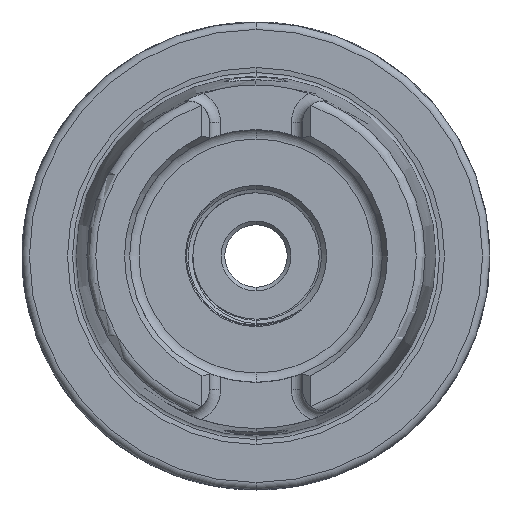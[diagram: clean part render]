
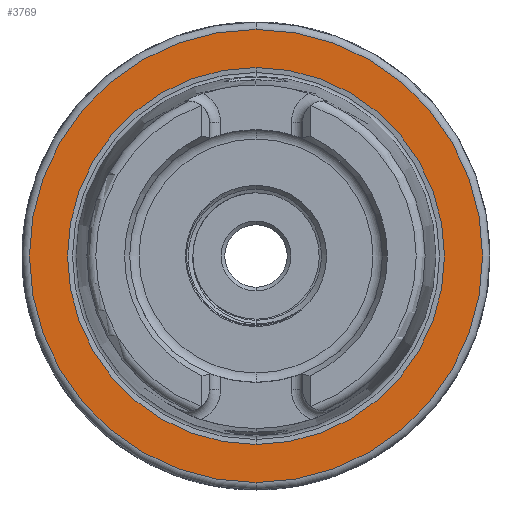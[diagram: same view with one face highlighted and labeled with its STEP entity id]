
A CAD part, left-side view. The second image highlights one B-rep face of the part: STEP entity #3769.
In plain terms, the highlighted planar face has unit normal (-1, 0, 0).
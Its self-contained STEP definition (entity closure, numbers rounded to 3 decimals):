
#1795 = DIRECTION ( 'NONE',  ( -1., 0., 0. ) ) ;
#1796 = DIRECTION ( 'NONE',  ( 0., 0., 1. ) ) ;
#1804 = CARTESIAN_POINT ( 'NONE',  ( 0., 0., 0. ) ) ;
#2883 = DIRECTION ( 'NONE',  ( 0., 0., -1. ) ) ;
#2896 = DIRECTION ( 'NONE',  ( 1., 0., 0. ) ) ;
#2926 = CARTESIAN_POINT ( 'NONE',  ( 0., 0., 0. ) ) ;
#3155 = CIRCLE ( 'NONE', #5368, 30.5 ) ;
#3233 = CIRCLE ( 'NONE', #5410, 25.369 ) ;
#3769 = ADVANCED_FACE ( 'NONE', ( #29905, #29934 ), #23708, .T. ) ;
#5324 = AXIS2_PLACEMENT_3D ( 'NONE', #10283, #10303, #10307 ) ;
#5357 = AXIS2_PLACEMENT_3D ( 'NONE', #25550, #25562, #25552 ) ;
#5368 = AXIS2_PLACEMENT_3D ( 'NONE', #1804, #1795, #1796 ) ;
#5410 = AXIS2_PLACEMENT_3D ( 'NONE', #2926, #2896, #2883 ) ;
#5650 = AXIS2_PLACEMENT_3D ( 'NONE', #23700, #23733, #23709 ) ;
#10283 = CARTESIAN_POINT ( 'NONE',  ( 0., 0., 0. ) ) ;
#10303 = DIRECTION ( 'NONE',  ( -1., 0., 0. ) ) ;
#10307 = DIRECTION ( 'NONE',  ( 0., 0., 1. ) ) ;
#15336 = VERTEX_POINT ( 'NONE', #16084 ) ;
#15362 = VERTEX_POINT ( 'NONE', #16020 ) ;
#15411 = VERTEX_POINT ( 'NONE', #16032 ) ;
#15415 = VERTEX_POINT ( 'NONE', #16061 ) ;
#16020 = CARTESIAN_POINT ( 'NONE',  ( 0., 0., -30.5 ) ) ;
#16032 = CARTESIAN_POINT ( 'NONE',  ( 0., 0., -25.369 ) ) ;
#16061 = CARTESIAN_POINT ( 'NONE',  ( 0., 0., 25.369 ) ) ;
#16084 = CARTESIAN_POINT ( 'NONE',  ( 0., 0., 30.5 ) ) ;
#21216 = EDGE_CURVE ( 'NONE', #15336, #15362, #29520, .T. ) ;
#21310 = EDGE_CURVE ( 'NONE', #15415, #15411, #29583, .T. ) ;
#21445 = EDGE_CURVE ( 'NONE', #15362, #15336, #3155, .T. ) ;
#21511 = EDGE_CURVE ( 'NONE', #15411, #15415, #3233, .T. ) ;
#23700 = CARTESIAN_POINT ( 'NONE',  ( 0., 25.369, 0. ) ) ;
#23708 = PLANE ( 'NONE',  #5650 ) ;
#23709 = DIRECTION ( 'NONE',  ( 0., 0., 1. ) ) ;
#23733 = DIRECTION ( 'NONE',  ( -1., 0., 0. ) ) ;
#25550 = CARTESIAN_POINT ( 'NONE',  ( 0., 0., 0. ) ) ;
#25552 = DIRECTION ( 'NONE',  ( 0., 0., -1. ) ) ;
#25562 = DIRECTION ( 'NONE',  ( 1., 0., 0. ) ) ;
#29520 = CIRCLE ( 'NONE', #5324, 30.5 ) ;
#29583 = CIRCLE ( 'NONE', #5357, 25.369 ) ;
#29905 = FACE_OUTER_BOUND ( 'NONE', #32612, .T. ) ;
#29934 = FACE_BOUND ( 'NONE', #32634, .T. ) ;
#32289 = ORIENTED_EDGE ( 'NONE', *, *, #21511, .T. ) ;
#32319 = ORIENTED_EDGE ( 'NONE', *, *, #21310, .T. ) ;
#32363 = ORIENTED_EDGE ( 'NONE', *, *, #21216, .T. ) ;
#32380 = ORIENTED_EDGE ( 'NONE', *, *, #21445, .T. ) ;
#32612 = EDGE_LOOP ( 'NONE', ( #32363, #32380 ) ) ;
#32634 = EDGE_LOOP ( 'NONE', ( #32319, #32289 ) ) ;
